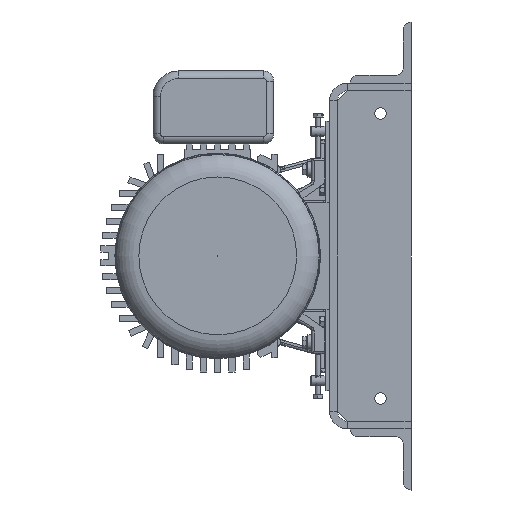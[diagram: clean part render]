
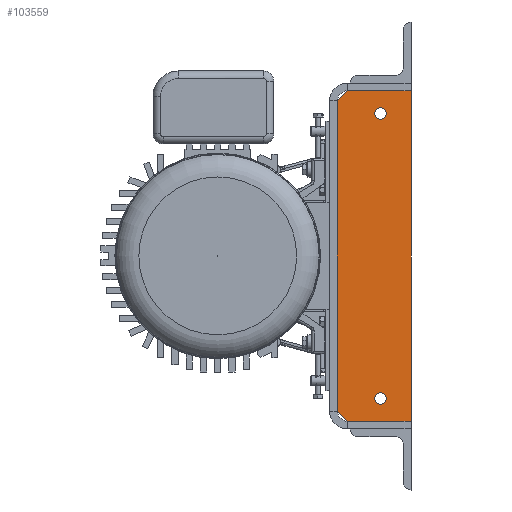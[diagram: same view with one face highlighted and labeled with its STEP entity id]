
A CAD part, left-side view. The second image highlights one B-rep face of the part: STEP entity #103559.
In plain terms, the highlighted planar face has unit normal (-1, 0, 0).
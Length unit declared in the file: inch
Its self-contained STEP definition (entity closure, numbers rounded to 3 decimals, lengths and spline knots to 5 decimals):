
#1519 = EDGE_CURVE ( 'NONE', #124212, #215278, #31436, .T. ) ;
#3597 = LINE ( 'NONE', #65389, #56896 ) ;
#7491 = CARTESIAN_POINT ( 'NONE',  ( 0., 3.62, -0.88 ) ) ;
#10251 = CARTESIAN_POINT ( 'NONE',  ( 0., 3.12, -16.62 ) ) ;
#10932 = CARTESIAN_POINT ( 'NONE',  ( 0., 3.12, -0.38 ) ) ;
#22055 = CARTESIAN_POINT ( 'NONE',  ( 0., 3.62, -0.88 ) ) ;
#25327 = CARTESIAN_POINT ( 'NONE',  ( 0., 0., -16.62 ) ) ;
#27364 = ORIENTED_EDGE ( 'NONE', *, *, #123953, .T. ) ;
#30390 = VECTOR ( 'NONE', #182491, 39.37008 ) ;
#31436 = LINE ( 'NONE', #22055, #30390 ) ;
#32639 = CIRCLE ( 'NONE', #237959, 0.28125 ) ;
#45553 = DIRECTION ( 'NONE',  ( 0., 0., -1. ) ) ;
#49633 = CARTESIAN_POINT ( 'NONE',  ( 0., 3.12, -16.62 ) ) ;
#53214 = VECTOR ( 'NONE', #68973, 39.37008 ) ;
#56896 = VECTOR ( 'NONE', #204812, 39.37008 ) ;
#62944 = ORIENTED_EDGE ( 'NONE', *, *, #113924, .T. ) ;
#64852 = PLANE ( 'NONE',  #246684 ) ;
#65389 = CARTESIAN_POINT ( 'NONE',  ( 0., 3.62, -16.12 ) ) ;
#65752 = CARTESIAN_POINT ( 'NONE',  ( 0., 1.5, -1.78125 ) ) ;
#68973 = DIRECTION ( 'NONE',  ( 0., -0.707, -0.707 ) ) ;
#77902 = VERTEX_POINT ( 'NONE', #112375 ) ;
#82922 = CARTESIAN_POINT ( 'NONE',  ( 0., 1.5, -15.5 ) ) ;
#86808 = VECTOR ( 'NONE', #215723, 39.37008 ) ;
#87446 = VERTEX_POINT ( 'NONE', #112969 ) ;
#91877 = FACE_BOUND ( 'NONE', #204409, .T. ) ;
#93056 = LINE ( 'NONE', #95647, #86808 ) ;
#95647 = CARTESIAN_POINT ( 'NONE',  ( 0., 3.12, -0.38 ) ) ;
#102920 = DIRECTION ( 'NONE',  ( 1., 0., 0. ) ) ;
#103123 = DIRECTION ( 'NONE',  ( 0., 0., -1. ) ) ;
#103559 = ADVANCED_FACE ( 'NONE', ( #91877, #138870, #239203 ), #64852, .F. ) ;
#110272 = EDGE_CURVE ( 'NONE', #123592, #256535, #168804, .T. ) ;
#111915 = VECTOR ( 'NONE', #241533, 39.37008 ) ;
#112375 = CARTESIAN_POINT ( 'NONE',  ( 0., 1.5, -15.78125 ) ) ;
#112969 = CARTESIAN_POINT ( 'NONE',  ( 0., 3.62, -16.12 ) ) ;
#113924 = EDGE_CURVE ( 'NONE', #256535, #236968, #212278, .T. ) ;
#115489 = VECTOR ( 'NONE', #143322, 39.37008 ) ;
#120400 = ORIENTED_EDGE ( 'NONE', *, *, #254710, .T. ) ;
#123592 = VERTEX_POINT ( 'NONE', #10251 ) ;
#123953 = EDGE_CURVE ( 'NONE', #215278, #87446, #3597, .T. ) ;
#124212 = VERTEX_POINT ( 'NONE', #10932 ) ;
#132169 = ORIENTED_EDGE ( 'NONE', *, *, #1519, .T. ) ;
#138870 = FACE_BOUND ( 'NONE', #236737, .T. ) ;
#141612 = CARTESIAN_POINT ( 'NONE',  ( 0., 0., -0.38 ) ) ;
#143322 = DIRECTION ( 'NONE',  ( 0., -1., 0. ) ) ;
#153817 = CARTESIAN_POINT ( 'NONE',  ( 0., 0., -16.62 ) ) ;
#159733 = EDGE_CURVE ( 'NONE', #87446, #123592, #206992, .T. ) ;
#162600 = CARTESIAN_POINT ( 'NONE',  ( 0., 0., -16.62 ) ) ;
#165586 = DIRECTION ( 'NONE',  ( 1., 0., 0. ) ) ;
#167964 = EDGE_CURVE ( 'NONE', #77902, #77902, #32639, .T. ) ;
#168804 = LINE ( 'NONE', #162600, #115489 ) ;
#176831 = EDGE_LOOP ( 'NONE', ( #62944, #120400, #132169, #27364, #258906, #201760 ) ) ;
#182491 = DIRECTION ( 'NONE',  ( 0., 0.707, -0.707 ) ) ;
#201760 = ORIENTED_EDGE ( 'NONE', *, *, #110272, .T. ) ;
#204409 = EDGE_LOOP ( 'NONE', ( #245574 ) ) ;
#204812 = DIRECTION ( 'NONE',  ( 0., 0., -1. ) ) ;
#206992 = LINE ( 'NONE', #49633, #53214 ) ;
#208396 = AXIS2_PLACEMENT_3D ( 'NONE', #222981, #102920, #243057 ) ;
#212278 = LINE ( 'NONE', #141612, #111915 ) ;
#215278 = VERTEX_POINT ( 'NONE', #7491 ) ;
#215723 = DIRECTION ( 'NONE',  ( 0., 1., 0. ) ) ;
#222455 = EDGE_CURVE ( 'NONE', #240382, #240382, #259571, .T. ) ;
#222981 = CARTESIAN_POINT ( 'NONE',  ( 0., 1.5, -1.5 ) ) ;
#223178 = DIRECTION ( 'NONE',  ( 1., 0., 0. ) ) ;
#225425 = ORIENTED_EDGE ( 'NONE', *, *, #167964, .T. ) ;
#236737 = EDGE_LOOP ( 'NONE', ( #225425 ) ) ;
#236968 = VERTEX_POINT ( 'NONE', #250516 ) ;
#237959 = AXIS2_PLACEMENT_3D ( 'NONE', #82922, #223178, #103123 ) ;
#239203 = FACE_OUTER_BOUND ( 'NONE', #176831, .T. ) ;
#240382 = VERTEX_POINT ( 'NONE', #65752 ) ;
#241533 = DIRECTION ( 'NONE',  ( 0., 0., 1. ) ) ;
#243057 = DIRECTION ( 'NONE',  ( 0., 0., -1. ) ) ;
#245574 = ORIENTED_EDGE ( 'NONE', *, *, #222455, .T. ) ;
#246684 = AXIS2_PLACEMENT_3D ( 'NONE', #25327, #165586, #45553 ) ;
#250516 = CARTESIAN_POINT ( 'NONE',  ( 0., 0., -0.38 ) ) ;
#254710 = EDGE_CURVE ( 'NONE', #236968, #124212, #93056, .T. ) ;
#256535 = VERTEX_POINT ( 'NONE', #153817 ) ;
#258906 = ORIENTED_EDGE ( 'NONE', *, *, #159733, .T. ) ;
#259571 = CIRCLE ( 'NONE', #208396, 0.28125 ) ;
